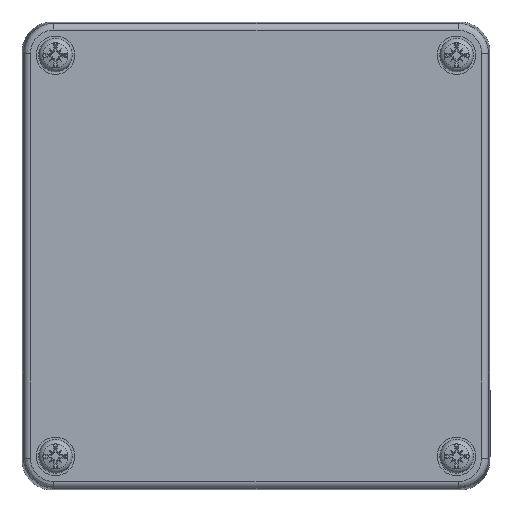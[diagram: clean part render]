
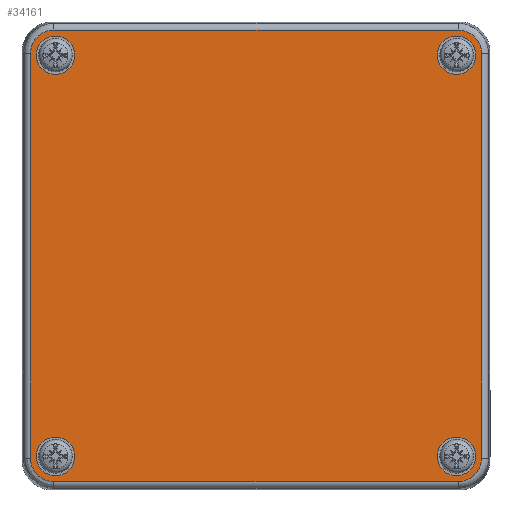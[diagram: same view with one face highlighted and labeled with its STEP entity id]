
A CAD part, top view. The second image highlights one B-rep face of the part: STEP entity #34161.
In plain terms, the highlighted face is planar.
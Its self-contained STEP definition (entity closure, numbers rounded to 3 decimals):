
#33636=CARTESIAN_POINT('',(67.511,-60.512,-30.0));
#33637=VERTEX_POINT('',#33636);
#33645=CARTESIAN_POINT('',(67.511,60.512,-30.0));
#33646=VERTEX_POINT('',#33645);
#33647=CARTESIAN_POINT('',(67.511,-60.512,-30.0));
#33648=DIRECTION('',(0.0,1.0,0.0));
#33649=VECTOR('',#33648,121.024);
#33650=LINE('',#33647,#33649);
#33651=EDGE_CURVE('',#33637,#33646,#33650,.T.);
#33702=CARTESIAN_POINT('',(60.512,67.511,-30.0));
#33703=VERTEX_POINT('',#33702);
#33721=CARTESIAN_POINT('',(60.51,60.51,-30.0));
#33722=DIRECTION('',(0.0,0.0,1.0));
#33723=DIRECTION('',(0.707,0.707,0.0));
#33724=AXIS2_PLACEMENT_3D('',#33721,#33722,#33723);
#33725=ELLIPSE('',#33724,7.002,7.);
#33726=EDGE_CURVE('',#33646,#33703,#33725,.T.);
#33736=CARTESIAN_POINT('',(-60.512,67.511,-30.0));
#33737=VERTEX_POINT('',#33736);
#33754=CARTESIAN_POINT('',(60.512,67.511,-30.0));
#33755=DIRECTION('',(-1.0,0.0,0.0));
#33756=VECTOR('',#33755,121.024);
#33757=LINE('',#33754,#33756);
#33758=EDGE_CURVE('',#33703,#33737,#33757,.T.);
#33794=CARTESIAN_POINT('',(-67.511,60.512,-30.0));
#33795=VERTEX_POINT('',#33794);
#33813=CARTESIAN_POINT('',(-60.51,60.51,-30.0));
#33814=DIRECTION('',(0.0,0.0,1.0));
#33815=DIRECTION('',(-0.707,0.707,0.0));
#33816=AXIS2_PLACEMENT_3D('',#33813,#33814,#33815);
#33817=ELLIPSE('',#33816,7.002,7.);
#33818=EDGE_CURVE('',#33737,#33795,#33817,.T.);
#33828=CARTESIAN_POINT('',(-67.511,-60.512,-30.0));
#33829=VERTEX_POINT('',#33828);
#33846=CARTESIAN_POINT('',(-67.511,60.512,-30.0));
#33847=DIRECTION('',(0.0,-1.0,0.0));
#33848=VECTOR('',#33847,121.024);
#33849=LINE('',#33846,#33848);
#33850=EDGE_CURVE('',#33795,#33829,#33849,.T.);
#33886=CARTESIAN_POINT('',(-60.512,-67.511,-30.0));
#33887=VERTEX_POINT('',#33886);
#33905=CARTESIAN_POINT('',(-60.51,-60.51,-30.0));
#33906=DIRECTION('',(0.0,0.0,1.0));
#33907=DIRECTION('',(-0.707,-0.707,0.0));
#33908=AXIS2_PLACEMENT_3D('',#33905,#33906,#33907);
#33909=ELLIPSE('',#33908,7.002,7.);
#33910=EDGE_CURVE('',#33829,#33887,#33909,.T.);
#33920=CARTESIAN_POINT('',(60.512,-67.511,-30.0));
#33921=VERTEX_POINT('',#33920);
#33938=CARTESIAN_POINT('',(-60.512,-67.511,-30.0));
#33939=DIRECTION('',(1.0,0.0,0.0));
#33940=VECTOR('',#33939,121.024);
#33941=LINE('',#33938,#33940);
#33942=EDGE_CURVE('',#33887,#33921,#33941,.T.);
#33987=CARTESIAN_POINT('',(60.51,-60.51,-30.0));
#33988=DIRECTION('',(0.0,0.0,1.0));
#33989=DIRECTION('',(0.707,-0.707,0.0));
#33990=AXIS2_PLACEMENT_3D('',#33987,#33988,#33989);
#33991=ELLIPSE('',#33990,7.002,7.);
#33992=EDGE_CURVE('',#33921,#33637,#33991,.T.);
#34102=CARTESIAN_POINT('',(0.,0.,-30.0));
#34103=DIRECTION('',(0.0,0.0,1.0));
#34104=DIRECTION('',(1.0,0.0,0.0));
#34105=AXIS2_PLACEMENT_3D('',#34102,#34103,#34104);
#34106=PLANE('',#34105);
#34107=ORIENTED_EDGE('',*,*,#33651,.F.);
#34108=ORIENTED_EDGE('',*,*,#33992,.F.);
#34109=ORIENTED_EDGE('',*,*,#33942,.F.);
#34110=ORIENTED_EDGE('',*,*,#33910,.F.);
#34111=ORIENTED_EDGE('',*,*,#33850,.F.);
#34112=ORIENTED_EDGE('',*,*,#33818,.F.);
#34113=ORIENTED_EDGE('',*,*,#33758,.F.);
#34114=ORIENTED_EDGE('',*,*,#33726,.F.);
#34115=EDGE_LOOP('',(#34107,#34108,#34109,#34110,#34111,#34112,#34113,#34114));
#34116=FACE_OUTER_BOUND('',#34115,.T.);
#34117=CARTESIAN_POINT('',(54.25,-60.,-30.0));
#34118=VERTEX_POINT('',#34117);
#34119=CARTESIAN_POINT('',(60.,-60.,-30.0));
#34120=DIRECTION('',(0.0,0.0,1.0));
#34121=DIRECTION('',(1.0,0.0,0.0));
#34122=AXIS2_PLACEMENT_3D('',#34119,#34120,#34121);
#34123=CIRCLE('',#34122,5.75);
#34124=EDGE_CURVE('',#34118,#34118,#34123,.T.);
#34125=ORIENTED_EDGE('',*,*,#34124,.T.);
#34126=EDGE_LOOP('',(#34125));
#34127=FACE_BOUND('',#34126,.T.);
#34128=CARTESIAN_POINT('',(54.25,60.,-30.0));
#34129=VERTEX_POINT('',#34128);
#34130=CARTESIAN_POINT('',(60.0,60.,-30.0));
#34131=DIRECTION('',(0.0,0.0,1.0));
#34132=DIRECTION('',(1.0,0.0,0.0));
#34133=AXIS2_PLACEMENT_3D('',#34130,#34131,#34132);
#34134=CIRCLE('',#34133,5.75);
#34135=EDGE_CURVE('',#34129,#34129,#34134,.T.);
#34136=ORIENTED_EDGE('',*,*,#34135,.T.);
#34137=EDGE_LOOP('',(#34136));
#34138=FACE_BOUND('',#34137,.T.);
#34139=CARTESIAN_POINT('',(-65.75,-60.0,-30.0));
#34140=VERTEX_POINT('',#34139);
#34141=CARTESIAN_POINT('',(-60.,-60.0,-30.0));
#34142=DIRECTION('',(0.0,0.0,1.0));
#34143=DIRECTION('',(1.0,0.0,0.0));
#34144=AXIS2_PLACEMENT_3D('',#34141,#34142,#34143);
#34145=CIRCLE('',#34144,5.75);
#34146=EDGE_CURVE('',#34140,#34140,#34145,.T.);
#34147=ORIENTED_EDGE('',*,*,#34146,.T.);
#34148=EDGE_LOOP('',(#34147));
#34149=FACE_BOUND('',#34148,.T.);
#34150=CARTESIAN_POINT('',(-65.75,60.,-30.0));
#34151=VERTEX_POINT('',#34150);
#34152=CARTESIAN_POINT('',(-60.0,60.,-30.0));
#34153=DIRECTION('',(0.0,0.0,1.0));
#34154=DIRECTION('',(1.0,0.0,0.0));
#34155=AXIS2_PLACEMENT_3D('',#34152,#34153,#34154);
#34156=CIRCLE('',#34155,5.75);
#34157=EDGE_CURVE('',#34151,#34151,#34156,.T.);
#34158=ORIENTED_EDGE('',*,*,#34157,.T.);
#34159=EDGE_LOOP('',(#34158));
#34160=FACE_BOUND('',#34159,.T.);
#34161=ADVANCED_FACE('',(#34116,#34127,#34138,#34149,#34160),#34106,.F.);
